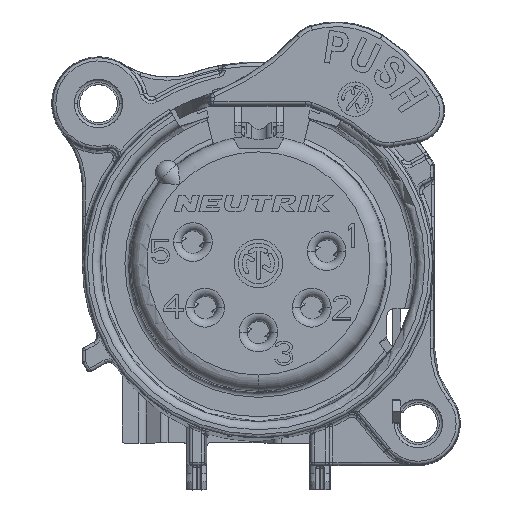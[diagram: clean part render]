
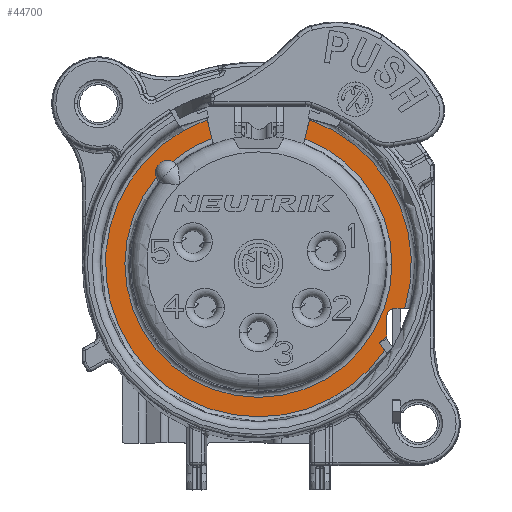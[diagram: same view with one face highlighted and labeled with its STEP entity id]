
A CAD part, top view. The second image highlights one B-rep face of the part: STEP entity #44700.
In plain terms, the highlighted planar face has unit normal (0, 0, 1).
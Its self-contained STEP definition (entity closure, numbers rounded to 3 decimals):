
#6518=DIRECTION('',(-0.819,-0.574,0.));
#6519=VECTOR('',#6518,0.425);
#6520=CARTESIAN_POINT('',(7.94,-4.783,-4.8));
#6521=LINE('',#6520,#6519);
#6522=DIRECTION('',(0.574,-0.819,0.));
#6523=VECTOR('',#6522,0.387);
#6524=CARTESIAN_POINT('',(7.593,-5.027,-4.8));
#6525=LINE('',#6524,#6523);
#6526=CARTESIAN_POINT('',(0.,0.,-4.8));
#6527=DIRECTION('',(0.,0.,-1.));
#6528=DIRECTION('',(0.825,-0.564,0.));
#6529=AXIS2_PLACEMENT_3D('',#6526,#6527,#6528);
#6531=CARTESIAN_POINT('',(0.,0.,-4.8));
#6532=DIRECTION('',(0.,0.,-1.));
#6533=DIRECTION('',(0.,-1.,0.));
#6534=AXIS2_PLACEMENT_3D('',#6531,#6532,#6533);
#6536=DIRECTION('',(0.24,-0.971,0.));
#6537=VECTOR('',#6536,1.207);
#6538=CARTESIAN_POINT('',(-3.165,8.922,-4.8));
#6539=LINE('',#6538,#6537);
#6540=CARTESIAN_POINT('',(0.,0.,-4.8));
#6541=DIRECTION('',(0.,0.,1.));
#6542=DIRECTION('',(-0.348,0.938,0.));
#6543=AXIS2_PLACEMENT_3D('',#6540,#6541,#6542);
#6545=CARTESIAN_POINT('',(-5.621,5.621,-4.8));
#6546=DIRECTION('',(0.,0.,1.));
#6547=DIRECTION('',(0.382,0.924,0.));
#6548=AXIS2_PLACEMENT_3D('',#6545,#6546,#6547);
#6550=CARTESIAN_POINT('',(0.,0.,-4.8));
#6551=DIRECTION('',(0.,0.,1.));
#6552=DIRECTION('',(-0.764,0.645,0.));
#6553=AXIS2_PLACEMENT_3D('',#6550,#6551,#6552);
#6555=CARTESIAN_POINT('',(0.,0.,-4.8));
#6556=DIRECTION('',(0.,0.,1.));
#6557=DIRECTION('',(0.,-1.,0.));
#6558=AXIS2_PLACEMENT_3D('',#6555,#6556,#6557);
#6560=DIRECTION('',(0.24,0.971,0.));
#6561=VECTOR('',#6560,1.207);
#6562=CARTESIAN_POINT('',(2.875,7.75,-4.8));
#6563=LINE('',#6562,#6561);
#6564=CARTESIAN_POINT('',(0.,0.,-4.8));
#6565=DIRECTION('',(0.,0.,-1.));
#6566=DIRECTION('',(0.334,0.942,0.));
#6567=AXIS2_PLACEMENT_3D('',#6564,#6565,#6566);
#6569=CARTESIAN_POINT('',(8.438,-2.764,
-4.8));
#6570=CARTESIAN_POINT('',(8.376,-2.764,
-4.8));
#6571=CARTESIAN_POINT('',(8.262,-2.788,
-4.8));
#6572=CARTESIAN_POINT('',(8.136,-2.857,
-4.8));
#6573=CARTESIAN_POINT('',(8.021,-2.979,
-4.8));
#6574=CARTESIAN_POINT('',(7.96,-3.103,
-4.8));
#6575=CARTESIAN_POINT('',(7.94,-3.211,-4.8));
#6576=CARTESIAN_POINT('',(7.94,-3.269,-4.8));
#6578=DIRECTION('',(0.,-1.,0.));
#6579=VECTOR('',#6578,1.514);
#6580=CARTESIAN_POINT('',(7.94,-3.269,-4.8));
#6581=LINE('',#6580,#6579);
#22816=DIRECTION('',(1.,0.,0.));
#22817=VECTOR('',#22816,0.617);
#22818=CARTESIAN_POINT('',(8.438,-2.764,
-4.8));
#22819=LINE('',#22818,#22817);
#30731=CARTESIAN_POINT('',(8.438,-2.764,
-4.8));
#30732=VERTEX_POINT('',#30731);
#30733=CARTESIAN_POINT('',(9.054,-2.764,-4.8));
#30734=VERTEX_POINT('',#30733);
#30778=CARTESIAN_POINT('',(7.593,-5.027,-4.8));
#30779=CARTESIAN_POINT('',(7.814,-5.344,-4.8));
#30780=VERTEX_POINT('',#30778);
#30781=VERTEX_POINT('',#30779);
#30788=CARTESIAN_POINT('',(7.94,-4.783,-4.8));
#30789=VERTEX_POINT('',#30788);
#30790=CARTESIAN_POINT('',(0.,-9.467,-4.8));
#30791=CARTESIAN_POINT('',(-3.165,8.922,-4.8));
#30792=VERTEX_POINT('',#30790);
#30793=VERTEX_POINT('',#30791);
#30794=CARTESIAN_POINT('',(-2.875,7.75,-4.8));
#30795=VERTEX_POINT('',#30794);
#30796=CARTESIAN_POINT('',(-5.335,6.315,-4.8));
#30797=VERTEX_POINT('',#30796);
#30798=CARTESIAN_POINT('',(-6.315,5.335,-4.8));
#30799=VERTEX_POINT('',#30798);
#30800=CARTESIAN_POINT('',(0.,-8.267,-4.8));
#30801=CARTESIAN_POINT('',(2.875,7.75,-4.8));
#30802=VERTEX_POINT('',#30800);
#30803=VERTEX_POINT('',#30801);
#30804=CARTESIAN_POINT('',(3.165,8.922,-4.8));
#30805=VERTEX_POINT('',#30804);
#30806=VERTEX_POINT('',#6576);
#44666=CARTESIAN_POINT('',(0.,0.,-4.8));
#44667=DIRECTION('',(0.,0.,1.));
#44668=DIRECTION('',(0.,-1.,0.));
#44669=AXIS2_PLACEMENT_3D('',#44666,#44667,#44668);
#44670=PLANE('',#44669);
#44672=ORIENTED_EDGE('',*,*,#44671,.T.);
#44673=ORIENTED_EDGE('',*,*,#44650,.T.);
#44675=ORIENTED_EDGE('',*,*,#44674,.T.);
#44677=ORIENTED_EDGE('',*,*,#44676,.T.);
#44679=ORIENTED_EDGE('',*,*,#44678,.T.);
#44681=ORIENTED_EDGE('',*,*,#44680,.T.);
#44683=ORIENTED_EDGE('',*,*,#44682,.T.);
#44685=ORIENTED_EDGE('',*,*,#44684,.T.);
#44687=ORIENTED_EDGE('',*,*,#44686,.T.);
#44689=ORIENTED_EDGE('',*,*,#44688,.T.);
#44691=ORIENTED_EDGE('',*,*,#44690,.T.);
#44693=ORIENTED_EDGE('',*,*,#44692,.F.);
#44695=ORIENTED_EDGE('',*,*,#44694,.T.);
#44697=ORIENTED_EDGE('',*,*,#44696,.T.);
#44698=EDGE_LOOP('',(#44672,#44673,#44675,#44677,#44679,#44681,#44683,#44685,
#44687,#44689,#44691,#44693,#44695,#44697));
#44699=FACE_OUTER_BOUND('',#44698,.F.);
#6530=CIRCLE('',#6529,9.467);
#6535=CIRCLE('',#6534,9.467);
#6544=CIRCLE('',#6543,8.267);
#6549=CIRCLE('',#6548,0.75);
#6554=CIRCLE('',#6553,8.267);
#6559=CIRCLE('',#6558,8.267);
#6568=CIRCLE('',#6567,9.467);
#6577=B_SPLINE_CURVE_WITH_KNOTS('',3,(#6569,#6570,#6571,#6572,#6573,#6574,#6575,
#6576),.UNSPECIFIED.,.F.,.F.,(4,1,1,1,1,4),(0.,0.2,0.4,0.6,0.8,1.),
.UNSPECIFIED.);
#44650=EDGE_CURVE('',#30780,#30781,#6525,.T.);
#44671=EDGE_CURVE('',#30789,#30780,#6521,.T.);
#44674=EDGE_CURVE('',#30781,#30792,#6530,.T.);
#44676=EDGE_CURVE('',#30792,#30793,#6535,.T.);
#44678=EDGE_CURVE('',#30793,#30795,#6539,.T.);
#44680=EDGE_CURVE('',#30795,#30797,#6544,.T.);
#44682=EDGE_CURVE('',#30797,#30799,#6549,.T.);
#44684=EDGE_CURVE('',#30799,#30802,#6554,.T.);
#44686=EDGE_CURVE('',#30802,#30803,#6559,.T.);
#44688=EDGE_CURVE('',#30803,#30805,#6563,.T.);
#44690=EDGE_CURVE('',#30805,#30734,#6568,.T.);
#44692=EDGE_CURVE('',#30732,#30734,#22819,.T.);
#44694=EDGE_CURVE('',#30732,#30806,#6577,.T.);
#44696=EDGE_CURVE('',#30806,#30789,#6581,.T.);
#44700=ADVANCED_FACE('',(#44699),#44670,.T.);
